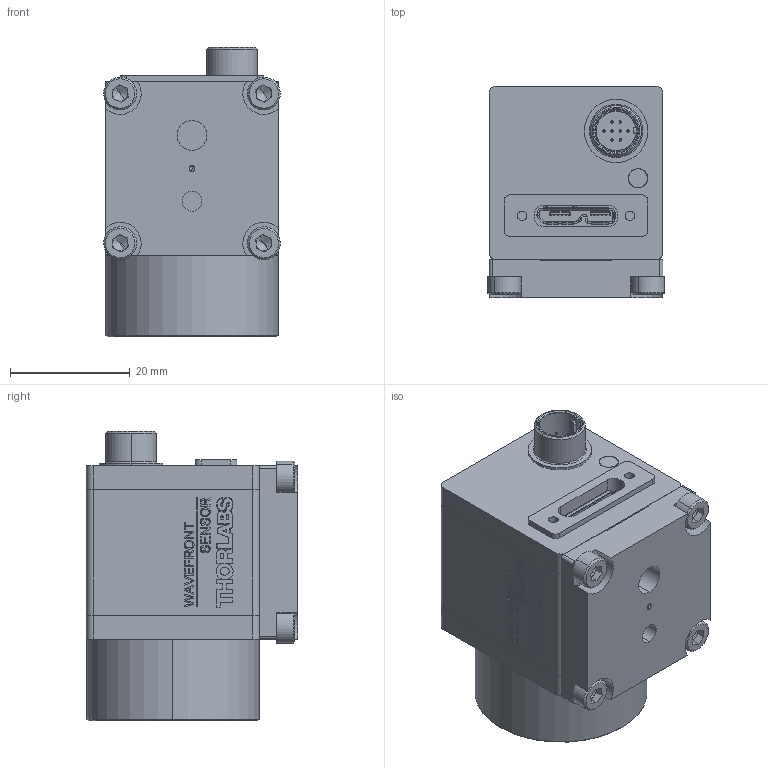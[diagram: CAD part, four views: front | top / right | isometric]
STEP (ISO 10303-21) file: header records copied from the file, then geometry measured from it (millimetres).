
FILE_DESCRIPTION (( 'STEP AP214' ), '1' );
FILE_NAME ('MTN008541-E0W.STEP', '2017-04-19T15:25:47', ( '' ), ( '' ), 'SwSTEP 2.0', 'SolidWorks 2016', '' );
FILE_SCHEMA (( 'AUTOMOTIVE_DESIGN' ));
Length unit declared in the file: millimetre
Products named in the file (1): MTN008541-E0W
Bounding box: 29.49 x 35.35 x 48.3 mm (x, y, z)
Surface area: 21672.1 mm2 (no closed solid volume)
Topology: 0 solids, 488 shells, 2619 faces, 8701 edges, 6713 vertices
Faces by surface type: plane 1899, cylinder 413, bspline 203, cone 78, torus 14, sphere 12
Entity records: 135177 total; most frequent: CARTESIAN_POINT 32317, ORIENTED_EDGE 14496, DIRECTION 13650, EDGE_CURVE 8689, VECTOR 6828, LINE 6828, VERTEX_POINT 6713, AXIS2_PLACEMENT_3D 3411
